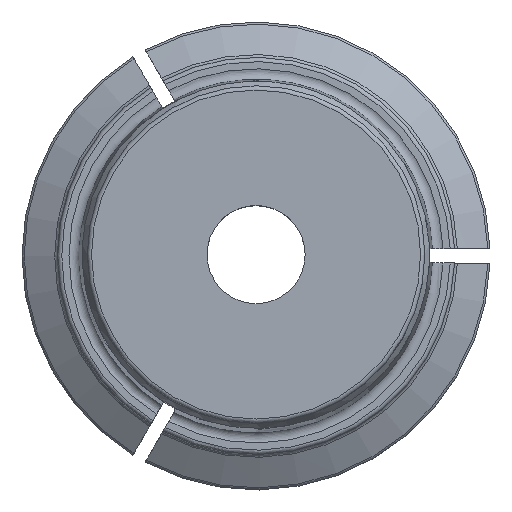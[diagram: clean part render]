
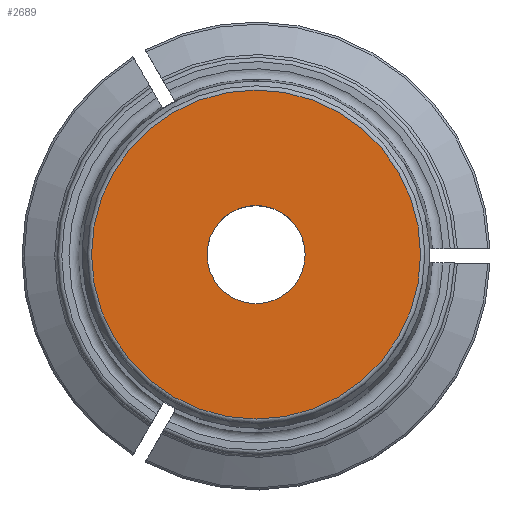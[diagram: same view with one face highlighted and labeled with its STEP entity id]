
A CAD part, top view. The second image highlights one B-rep face of the part: STEP entity #2689.
In plain terms, the highlighted planar face has unit normal (0, 0, 1).
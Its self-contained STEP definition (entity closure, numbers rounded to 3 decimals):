
#23=PLANE('',#2845);
#460=ORIENTED_EDGE('',*,*,#1002,.T.);
#461=ORIENTED_EDGE('',*,*,#1024,.T.);
#1002=EDGE_CURVE('',#1284,#1284,#1447,.T.);
#1024=EDGE_CURVE('',#1301,#1301,#1457,.T.);
#1284=VERTEX_POINT('',#3877);
#1301=VERTEX_POINT('',#3944);
#1447=CIRCLE('',#2828,11.6);
#1457=CIRCLE('',#2846,3.459);
#1571=EDGE_LOOP('',(#460));
#1572=EDGE_LOOP('',(#461));
#1711=FACE_BOUND('',#1571,.T.);
#1712=FACE_BOUND('',#1572,.T.);
#2689=ADVANCED_FACE('',(#1711,#1712),#23,.T.);
#2828=AXIS2_PLACEMENT_3D('',#3876,#3129,#3130);
#2845=AXIS2_PLACEMENT_3D('',#3942,#3169,#3170);
#2846=AXIS2_PLACEMENT_3D('',#3943,#3171,#3172);
#3129=DIRECTION('',(0.,0.,1.));
#3130=DIRECTION('',(1.,0.,0.));
#3169=DIRECTION('',(0.,0.,1.));
#3170=DIRECTION('',(1.,0.,0.));
#3171=DIRECTION('',(0.,0.,-1.));
#3172=DIRECTION('',(0.,-1.,0.));
#3876=CARTESIAN_POINT('',(0.,0.,60.5));
#3877=CARTESIAN_POINT('',(11.6,0.,60.5));
#3942=CARTESIAN_POINT('',(0.,0.,60.5));
#3943=CARTESIAN_POINT('',(0.,0.,60.5));
#3944=CARTESIAN_POINT('',(0.,-3.459,60.5));
